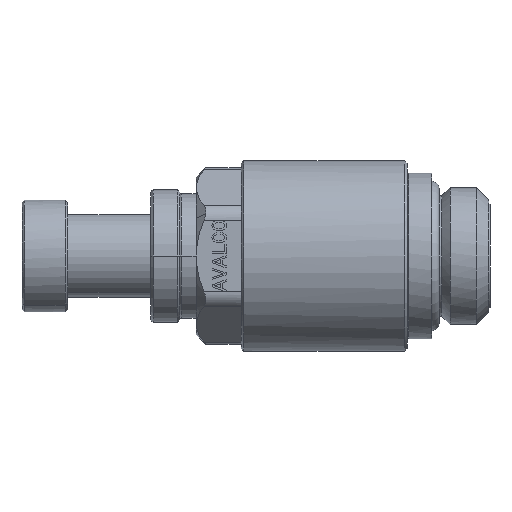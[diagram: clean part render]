
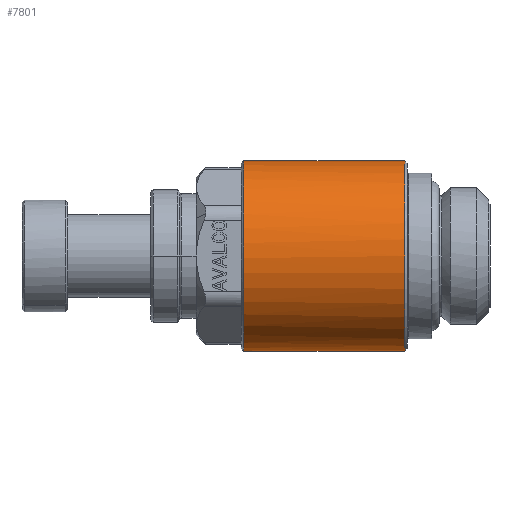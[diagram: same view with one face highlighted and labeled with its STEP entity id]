
A CAD part, left-side view. The second image highlights one B-rep face of the part: STEP entity #7801.
In plain terms, the highlighted cylindrical face has radius 11.5 mm (diameter 23 mm), a partial arc.
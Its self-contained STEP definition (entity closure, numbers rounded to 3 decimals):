
#5849=CARTESIAN_POINT('Vertex',(0.,10.6,-11.5)) ;
#5856=CARTESIAN_POINT('Vertex',(0.,10.6,11.5)) ;
#5859=CARTESIAN_POINT('Axis2P3D Location',(0.,10.6,0.)) ;
#7759=CARTESIAN_POINT('Axis2P3D Location',(0.,10.419,0.)) ;
#7764=CARTESIAN_POINT('Line Origine',(0.,10.419,11.5)) ;
#7768=CARTESIAN_POINT('Vertex',(0.,30.,11.5)) ;
#7772=CARTESIAN_POINT('Control Point',(0.,30.,11.5)) ;
#7773=CARTESIAN_POINT('Control Point',(-1.806,30.,11.5)) ;
#7774=CARTESIAN_POINT('Control Point',(-3.613,30.,11.145)) ;
#7775=CARTESIAN_POINT('Control Point',(-5.326,30.,10.436)) ;
#7776=CARTESIAN_POINT('Control Point',(-8.383,30.,8.383)) ;
#7777=CARTESIAN_POINT('Control Point',(-10.436,30.,5.326)) ;
#7778=CARTESIAN_POINT('Control Point',(-11.145,30.,3.613)) ;
#7779=CARTESIAN_POINT('Control Point',(-11.855,30.,0.)) ;
#7780=CARTESIAN_POINT('Control Point',(-11.145,30.,-3.613)) ;
#7781=CARTESIAN_POINT('Control Point',(-10.436,30.,-5.326)) ;
#7782=CARTESIAN_POINT('Control Point',(-8.383,30.,-8.383)) ;
#7783=CARTESIAN_POINT('Control Point',(-5.326,30.,-10.436)) ;
#7784=CARTESIAN_POINT('Control Point',(-3.613,30.,-11.145)) ;
#7785=CARTESIAN_POINT('Control Point',(-1.806,30.,-11.5)) ;
#7786=CARTESIAN_POINT('Control Point',(0.,30.,-11.5)) ;
#7787=CARTESIAN_POINT('Vertex',(0.,30.,-11.5)) ;
#7790=CARTESIAN_POINT('Line Origine',(0.,10.419,-11.5)) ;
#5860=DIRECTION('Axis2P3D Direction',(0.,1.,0.)) ;
#7760=DIRECTION('Axis2P3D Direction',(0.,-1.,-0.)) ;
#7761=DIRECTION('Axis2P3D XDirection',(0.,-0.,1.)) ;
#7765=DIRECTION('Vector Direction',(0.,-1.,0.)) ;
#7791=DIRECTION('Vector Direction',(0.,-1.,0.)) ;
#5861=AXIS2_PLACEMENT_3D('Circle Axis2P3D',#5859,#5860,$) ;
#7762=AXIS2_PLACEMENT_3D('Cylinder Axis2P3D',#7759,#7760,#7761) ;
#7796=ORIENTED_EDGE('',*,*,#7770,.F.) ;
#7797=ORIENTED_EDGE('',*,*,#7789,.T.) ;
#7798=ORIENTED_EDGE('',*,*,#7794,.T.) ;
#7799=ORIENTED_EDGE('',*,*,#5863,.F.) ;
#7766=VECTOR('Line Direction',#7765,1.) ;
#7792=VECTOR('Line Direction',#7791,1.) ;
#7801=ADVANCED_FACE('NONE',(#7800),#7763,.T.) ;
#7771=B_SPLINE_CURVE_WITH_KNOTS('',5,(#7772,#7773,#7774,#7775,#7776,#7777,#7778,#7779,#7780,#7781,#7782,#7783,#7784,#7785,#7786),.UNSPECIFIED.,.F.,.U.,(6,3,3,3,6),(-18.064,-9.032,0.,9.032,18.064),.UNSPECIFIED.) ;
#5862=CIRCLE('generated circle',#5861,11.5) ;
#7763=CYLINDRICAL_SURFACE('generated cylinder',#7762,11.5) ;
#5863=EDGE_CURVE('',#5857,#5850,#5862,.F.) ;
#7770=EDGE_CURVE('',#7769,#5857,#7767,.T.) ;
#7789=EDGE_CURVE('',#7769,#7788,#7771,.T.) ;
#7794=EDGE_CURVE('',#7788,#5850,#7793,.T.) ;
#7795=EDGE_LOOP('',(#7796,#7797,#7798,#7799)) ;
#7800=FACE_OUTER_BOUND('',#7795,.T.) ;
#7767=LINE('Line',#7764,#7766) ;
#7793=LINE('Line',#7790,#7792) ;
#5850=VERTEX_POINT('',#5849) ;
#5857=VERTEX_POINT('',#5856) ;
#7769=VERTEX_POINT('',#7768) ;
#7788=VERTEX_POINT('',#7787) ;
